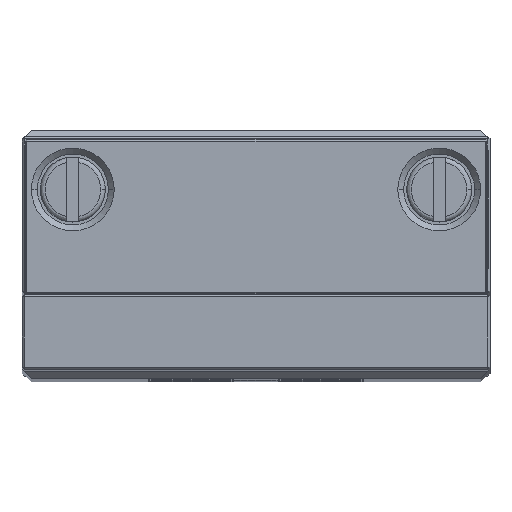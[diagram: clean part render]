
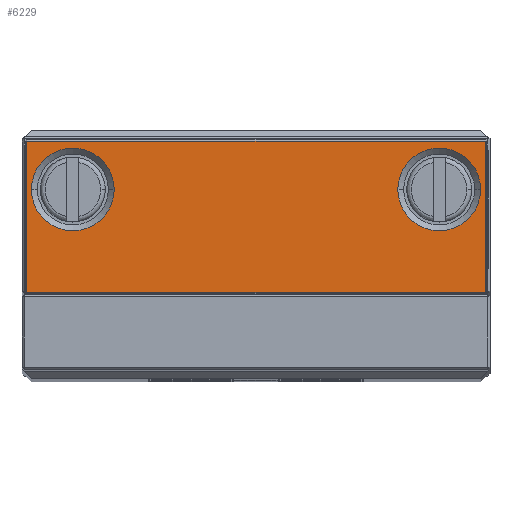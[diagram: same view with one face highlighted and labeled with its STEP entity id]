
A CAD part, top view. The second image highlights one B-rep face of the part: STEP entity #6229.
In plain terms, the highlighted planar face has unit normal (0, 0, 1).
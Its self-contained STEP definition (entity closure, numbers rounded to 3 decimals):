
#4197=FACE_BOUND('',#9432,.T.);
#4198=FACE_BOUND('',#9433,.T.);
#4199=FACE_BOUND('',#9434,.T.);
#4496=PLANE('',#31491);
#6229=ADVANCED_FACE('',(#4197,#4198,#4199),#4496,.T.);
#9432=EDGE_LOOP('',(#16415,#16416,#16417,#16418));
#9433=EDGE_LOOP('',(#16419,#16420));
#9434=EDGE_LOOP('',(#16421,#16422));
#11209=LINE('',#41158,#13756);
#11210=LINE('',#41161,#13757);
#11211=LINE('',#41163,#13758);
#11212=LINE('',#41165,#13759);
#13756=VECTOR('',#33892,1.);
#13757=VECTOR('',#33893,1.);
#13758=VECTOR('',#33894,1.);
#13759=VECTOR('',#33895,1.);
#16415=ORIENTED_EDGE('',*,*,#26673,.T.);
#16416=ORIENTED_EDGE('',*,*,#26674,.T.);
#16417=ORIENTED_EDGE('',*,*,#26675,.T.);
#16418=ORIENTED_EDGE('',*,*,#26676,.T.);
#16419=ORIENTED_EDGE('',*,*,#26603,.T.);
#16420=ORIENTED_EDGE('',*,*,#26672,.T.);
#16421=ORIENTED_EDGE('',*,*,#26607,.T.);
#16422=ORIENTED_EDGE('',*,*,#26671,.T.);
#24103=VERTEX_POINT('',#40894);
#24104=VERTEX_POINT('',#40896);
#24107=VERTEX_POINT('',#40903);
#24108=VERTEX_POINT('',#40905);
#24147=VERTEX_POINT('',#41159);
#24148=VERTEX_POINT('',#41160);
#24149=VERTEX_POINT('',#41162);
#24150=VERTEX_POINT('',#41164);
#26603=EDGE_CURVE('',#24104,#24103,#30515,.T.);
#26607=EDGE_CURVE('',#24108,#24107,#30517,.T.);
#26671=EDGE_CURVE('',#24107,#24108,#30548,.T.);
#26672=EDGE_CURVE('',#24103,#24104,#30549,.T.);
#26673=EDGE_CURVE('',#24147,#24148,#11209,.T.);
#26674=EDGE_CURVE('',#24148,#24149,#11210,.T.);
#26675=EDGE_CURVE('',#24149,#24150,#11211,.T.);
#26676=EDGE_CURVE('',#24150,#24147,#11212,.T.);
#30515=CIRCLE('',#31426,3.5);
#30517=CIRCLE('',#31429,3.5);
#30548=CIRCLE('',#31487,3.5);
#30549=CIRCLE('',#31489,3.5);
#31426=AXIS2_PLACEMENT_3D('',#40895,#33735,#33736);
#31429=AXIS2_PLACEMENT_3D('',#40904,#33743,#33744);
#31487=AXIS2_PLACEMENT_3D('',#41154,#33884,#33885);
#31489=AXIS2_PLACEMENT_3D('',#41156,#33888,#33889);
#31491=AXIS2_PLACEMENT_3D('',#41166,#33896,#33897);
#33735=DIRECTION('',(0.,0.,-1.));
#33736=DIRECTION('',(1.,0.,0.));
#33743=DIRECTION('',(0.,0.,-1.));
#33744=DIRECTION('',(1.,0.,0.));
#33884=DIRECTION('',(0.,0.,-1.));
#33885=DIRECTION('',(1.,0.,0.));
#33888=DIRECTION('',(0.,0.,-1.));
#33889=DIRECTION('',(1.,0.,0.));
#33892=DIRECTION('',(0.,-1.,0.));
#33893=DIRECTION('',(1.,0.,0.));
#33894=DIRECTION('',(0.,1.,0.));
#33895=DIRECTION('',(-1.,0.,0.));
#33896=DIRECTION('',(0.,0.,1.));
#33897=DIRECTION('',(-1.,0.,0.));
#40894=CARTESIAN_POINT('',(12.,15.92,120.));
#40895=CARTESIAN_POINT('',(15.5,15.92,120.));
#40896=CARTESIAN_POINT('',(19.,15.92,120.));
#40903=CARTESIAN_POINT('',(-19.,15.92,120.));
#40904=CARTESIAN_POINT('',(-15.5,15.92,120.));
#40905=CARTESIAN_POINT('',(-12.,15.92,120.));
#41154=CARTESIAN_POINT('',(-15.5,15.92,120.));
#41156=CARTESIAN_POINT('',(15.5,15.92,120.));
#41158=CARTESIAN_POINT('',(-19.4,7.12,120.));
#41159=CARTESIAN_POINT('',(-19.4,20.02,120.));
#41160=CARTESIAN_POINT('',(-19.4,7.22,120.));
#41161=CARTESIAN_POINT('',(19.5,7.22,120.));
#41162=CARTESIAN_POINT('',(19.4,7.22,120.));
#41163=CARTESIAN_POINT('',(19.4,20.12,120.));
#41164=CARTESIAN_POINT('',(19.4,20.02,120.));
#41165=CARTESIAN_POINT('',(-19.5,20.02,120.));
#41166=CARTESIAN_POINT('',(-19.5,7.12,120.));
